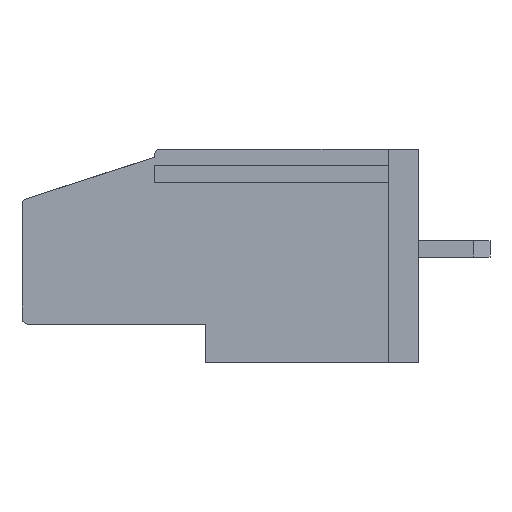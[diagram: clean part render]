
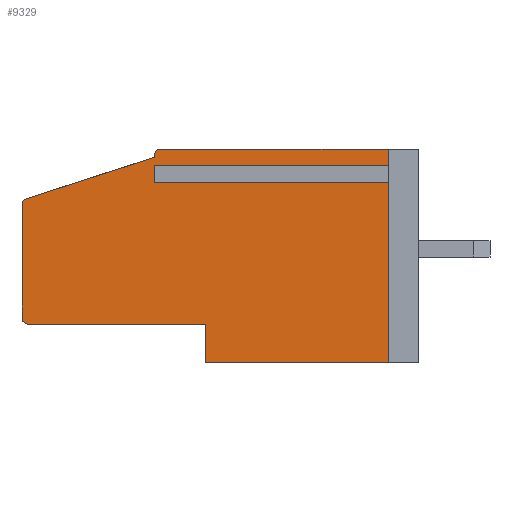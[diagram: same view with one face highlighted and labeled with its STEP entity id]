
A CAD part, left-side view. The second image highlights one B-rep face of the part: STEP entity #9329.
In plain terms, the highlighted planar face has unit normal (-1, 0, 0).
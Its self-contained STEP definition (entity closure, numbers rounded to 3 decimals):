
#30 = EDGE_CURVE ( 'NONE', #30045, #22763, #24284, .T. ) ;
#754 = VECTOR ( 'NONE', #22684, 1000. ) ;
#887 = VERTEX_POINT ( 'NONE', #20747 ) ;
#1236 = CIRCLE ( 'NONE', #12950, 0.3 ) ;
#1350 = EDGE_CURVE ( 'NONE', #17411, #22763, #10764, .T. ) ;
#1693 = EDGE_CURVE ( 'NONE', #17278, #30946, #2453, .T. ) ;
#1815 = AXIS2_PLACEMENT_3D ( 'NONE', #8783, #18355, #28026 ) ;
#1863 = ORIENTED_EDGE ( 'NONE', *, *, #29118, .F. ) ;
#1963 = EDGE_LOOP ( 'NONE', ( #19905, #8088, #18990, #1863, #3944, #3268, #26433, #2863, #19766, #6454, #18739, #9942, #2308, #2336, #17578 ) ) ;
#2027 = CARTESIAN_POINT ( 'NONE',  ( 0., 10.5, 1.9 ) ) ;
#2174 = EDGE_CURVE ( 'NONE', #21245, #6808, #29927, .T. ) ;
#2308 = ORIENTED_EDGE ( 'NONE', *, *, #1693, .F. ) ;
#2336 = ORIENTED_EDGE ( 'NONE', *, *, #21717, .F. ) ;
#2453 = LINE ( 'NONE', #17075, #25928 ) ;
#2863 = ORIENTED_EDGE ( 'NONE', *, *, #3432, .F. ) ;
#3268 = ORIENTED_EDGE ( 'NONE', *, *, #18207, .F. ) ;
#3413 = EDGE_CURVE ( 'NONE', #4541, #29848, #1236, .T. ) ;
#3432 = EDGE_CURVE ( 'NONE', #30045, #21245, #22358, .T. ) ;
#3757 = DIRECTION ( 'NONE',  ( 0., -1., 0. ) ) ;
#3883 = CARTESIAN_POINT ( 'NONE',  ( 0., 19.5, 2.2 ) ) ;
#3944 = ORIENTED_EDGE ( 'NONE', *, *, #23524, .T. ) ;
#4541 = VERTEX_POINT ( 'NONE', #3883 ) ;
#5036 = VECTOR ( 'NONE', #28815, 1000. ) ;
#5459 = LINE ( 'NONE', #24828, #5036 ) ;
#6098 = VERTEX_POINT ( 'NONE', #28793 ) ;
#6188 = VERTEX_POINT ( 'NONE', #11613 ) ;
#6454 = ORIENTED_EDGE ( 'NONE', *, *, #1350, .F. ) ;
#6515 = AXIS2_PLACEMENT_3D ( 'NONE', #17720, #24873, #27552 ) ;
#6808 = VERTEX_POINT ( 'NONE', #18252 ) ;
#7568 = CARTESIAN_POINT ( 'NONE',  ( 0., 13., 9.098 ) ) ;
#8088 = ORIENTED_EDGE ( 'NONE', *, *, #3413, .T. ) ;
#8508 = DIRECTION ( 'NONE',  ( -1., 0., 0. ) ) ;
#8783 = CARTESIAN_POINT ( 'NONE',  ( 0., 19.2, 7.782 ) ) ;
#9329 = ADVANCED_FACE ( 'NONE', ( #29625 ), #27240, .F. ) ;
#9366 = CARTESIAN_POINT ( 'NONE',  ( 0., 19.5, 1.9 ) ) ;
#9942 = ORIENTED_EDGE ( 'NONE', *, *, #24315, .T. ) ;
#10658 = DIRECTION ( 'NONE',  ( 0., -1., 0. ) ) ;
#10764 = LINE ( 'NONE', #15016, #24981 ) ;
#11377 = DIRECTION ( 'NONE',  ( 0., -1., 0. ) ) ;
#11437 = CARTESIAN_POINT ( 'NONE',  ( 0., 19.5, 10.5 ) ) ;
#11613 = CARTESIAN_POINT ( 'NONE',  ( 0., 19.5, 7.782 ) ) ;
#11724 = CARTESIAN_POINT ( 'NONE',  ( 0., 19.5, 0. ) ) ;
#11905 = VECTOR ( 'NONE', #31110, 1000. ) ;
#12950 = AXIS2_PLACEMENT_3D ( 'NONE', #20133, #8508, #29649 ) ;
#13099 = CARTESIAN_POINT ( 'NONE',  ( 0., 13., 9.098 ) ) ;
#13416 = CARTESIAN_POINT ( 'NONE',  ( 0., 1.5, 10.5 ) ) ;
#13782 = VECTOR ( 'NONE', #31114, 1000. ) ;
#14135 = LINE ( 'NONE', #11724, #13782 ) ;
#14470 = EDGE_CURVE ( 'NONE', #6098, #17411, #23159, .T. ) ;
#15016 = CARTESIAN_POINT ( 'NONE',  ( 0., 1.5, 10.5 ) ) ;
#15140 = CARTESIAN_POINT ( 'NONE',  ( 0., 19.2, 1.9 ) ) ;
#15515 = CARTESIAN_POINT ( 'NONE',  ( 0., 19.5, 10.5 ) ) ;
#15555 = CARTESIAN_POINT ( 'NONE',  ( 0., 13., 10.2 ) ) ;
#16830 = CARTESIAN_POINT ( 'NONE',  ( 0., 10.5, 1.9 ) ) ;
#17075 = CARTESIAN_POINT ( 'NONE',  ( 0., 13., 10.1 ) ) ;
#17132 = LINE ( 'NONE', #11437, #30337 ) ;
#17278 = VERTEX_POINT ( 'NONE', #29208 ) ;
#17411 = VERTEX_POINT ( 'NONE', #13416 ) ;
#17578 = ORIENTED_EDGE ( 'NONE', *, *, #30325, .T. ) ;
#17595 = CIRCLE ( 'NONE', #1815, 0.3 ) ;
#17666 = CARTESIAN_POINT ( 'NONE',  ( 0., 19.292, 8.067 ) ) ;
#17720 = CARTESIAN_POINT ( 'NONE',  ( 0., 19.5, 10.5 ) ) ;
#18207 = EDGE_CURVE ( 'NONE', #6808, #887, #26891, .T. ) ;
#18252 = CARTESIAN_POINT ( 'NONE',  ( 0., 1.5, 9.098 ) ) ;
#18355 = DIRECTION ( 'NONE',  ( -1., 0., 0. ) ) ;
#18456 = CIRCLE ( 'NONE', #23080, 0.3 ) ;
#18739 = ORIENTED_EDGE ( 'NONE', *, *, #14470, .F. ) ;
#18787 = DIRECTION ( 'NONE',  ( -1., 0., 0. ) ) ;
#18990 = ORIENTED_EDGE ( 'NONE', *, *, #25300, .F. ) ;
#19406 = LINE ( 'NONE', #9366, #21105 ) ;
#19766 = ORIENTED_EDGE ( 'NONE', *, *, #30, .T. ) ;
#19905 = ORIENTED_EDGE ( 'NONE', *, *, #27402, .F. ) ;
#20009 = VERTEX_POINT ( 'NONE', #17666 ) ;
#20133 = CARTESIAN_POINT ( 'NONE',  ( 0., 19.2, 2.2 ) ) ;
#20252 = CARTESIAN_POINT ( 'NONE',  ( 0., 1.5, 9.502 ) ) ;
#20747 = CARTESIAN_POINT ( 'NONE',  ( 0., 1.5, 0. ) ) ;
#21028 = CARTESIAN_POINT ( 'NONE',  ( 0., 12.7, 10.2 ) ) ;
#21105 = VECTOR ( 'NONE', #26711, 1000. ) ;
#21245 = VERTEX_POINT ( 'NONE', #7568 ) ;
#21283 = CARTESIAN_POINT ( 'NONE',  ( 0., 13., 9.502 ) ) ;
#21717 = EDGE_CURVE ( 'NONE', #20009, #17278, #5459, .T. ) ;
#22025 = DIRECTION ( 'NONE',  ( 0., 0., 1. ) ) ;
#22358 = LINE ( 'NONE', #25205, #754 ) ;
#22605 = CARTESIAN_POINT ( 'NONE',  ( 0., 1.5, 10.5 ) ) ;
#22684 = DIRECTION ( 'NONE',  ( 0., 0., -1. ) ) ;
#22712 = CARTESIAN_POINT ( 'NONE',  ( 0., 13., 9.502 ) ) ;
#22763 = VERTEX_POINT ( 'NONE', #20252 ) ;
#23080 = AXIS2_PLACEMENT_3D ( 'NONE', #21028, #18787, #25774 ) ;
#23081 = CARTESIAN_POINT ( 'NONE',  ( 0., 10.5, 0. ) ) ;
#23159 = LINE ( 'NONE', #15515, #27266 ) ;
#23524 = EDGE_CURVE ( 'NONE', #25978, #887, #14135, .T. ) ;
#24284 = LINE ( 'NONE', #21283, #26931 ) ;
#24315 = EDGE_CURVE ( 'NONE', #6098, #30946, #18456, .T. ) ;
#24421 = DIRECTION ( 'NONE',  ( 0., 0., -1. ) ) ;
#24468 = LINE ( 'NONE', #2027, #11905 ) ;
#24828 = CARTESIAN_POINT ( 'NONE',  ( 0., 19.5, 8. ) ) ;
#24873 = DIRECTION ( 'NONE',  ( 1., 0., 0. ) ) ;
#24981 = VECTOR ( 'NONE', #24421, 1000. ) ;
#25205 = CARTESIAN_POINT ( 'NONE',  ( 0., 13., 9.502 ) ) ;
#25300 = EDGE_CURVE ( 'NONE', #30420, #29848, #19406, .T. ) ;
#25758 = DIRECTION ( 'NONE',  ( 0., 0., -1. ) ) ;
#25774 = DIRECTION ( 'NONE',  ( 0., 0., -1. ) ) ;
#25928 = VECTOR ( 'NONE', #22025, 1000. ) ;
#25978 = VERTEX_POINT ( 'NONE', #23081 ) ;
#26433 = ORIENTED_EDGE ( 'NONE', *, *, #2174, .F. ) ;
#26711 = DIRECTION ( 'NONE',  ( 0., 1., 0. ) ) ;
#26891 = LINE ( 'NONE', #22605, #28237 ) ;
#26931 = VECTOR ( 'NONE', #11377, 1000. ) ;
#27240 = PLANE ( 'NONE',  #6515 ) ;
#27266 = VECTOR ( 'NONE', #3757, 1000. ) ;
#27402 = EDGE_CURVE ( 'NONE', #4541, #6188, #17132, .T. ) ;
#27552 = DIRECTION ( 'NONE',  ( 0., 0., -1. ) ) ;
#28026 = DIRECTION ( 'NONE',  ( 0., 0., -1. ) ) ;
#28237 = VECTOR ( 'NONE', #25758, 1000. ) ;
#28452 = DIRECTION ( 'NONE',  ( 0., 0., 1. ) ) ;
#28793 = CARTESIAN_POINT ( 'NONE',  ( 0., 12.7, 10.5 ) ) ;
#28815 = DIRECTION ( 'NONE',  ( 0., -0.952, 0.307 ) ) ;
#29118 = EDGE_CURVE ( 'NONE', #25978, #30420, #24468, .T. ) ;
#29208 = CARTESIAN_POINT ( 'NONE',  ( 0., 13., 10.1 ) ) ;
#29625 = FACE_OUTER_BOUND ( 'NONE', #1963, .T. ) ;
#29649 = DIRECTION ( 'NONE',  ( 0., 0., -1. ) ) ;
#29848 = VERTEX_POINT ( 'NONE', #15140 ) ;
#29927 = LINE ( 'NONE', #13099, #30637 ) ;
#30045 = VERTEX_POINT ( 'NONE', #22712 ) ;
#30325 = EDGE_CURVE ( 'NONE', #20009, #6188, #17595, .T. ) ;
#30337 = VECTOR ( 'NONE', #28452, 1000. ) ;
#30420 = VERTEX_POINT ( 'NONE', #16830 ) ;
#30637 = VECTOR ( 'NONE', #10658, 1000. ) ;
#30946 = VERTEX_POINT ( 'NONE', #15555 ) ;
#31110 = DIRECTION ( 'NONE',  ( 0., 0., 1. ) ) ;
#31114 = DIRECTION ( 'NONE',  ( 0., -1., 0. ) ) ;
